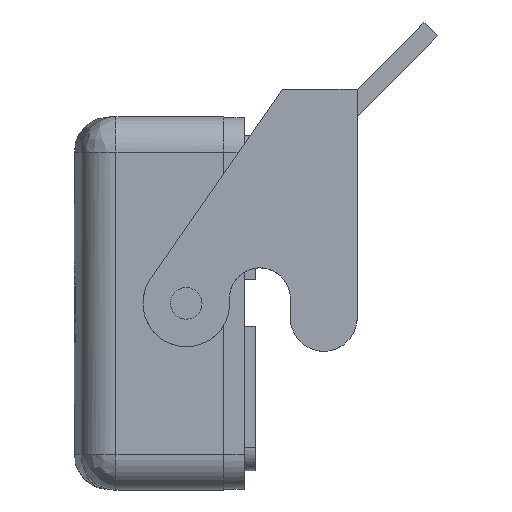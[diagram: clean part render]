
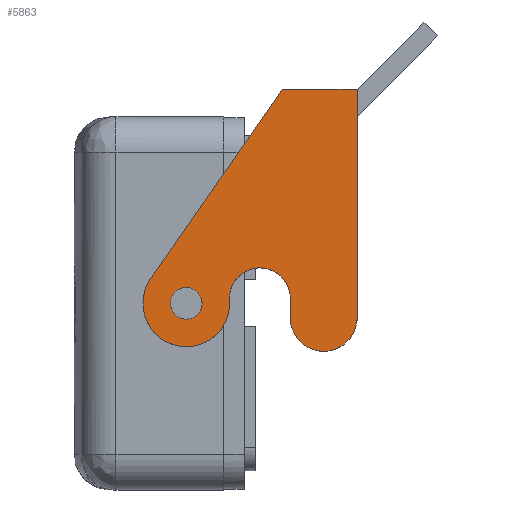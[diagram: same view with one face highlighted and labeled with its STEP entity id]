
A CAD part, left-side view. The second image highlights one B-rep face of the part: STEP entity #5863.
In plain terms, the highlighted free-form (B-spline) face has degree [1, 1] with [2, 2] control points.
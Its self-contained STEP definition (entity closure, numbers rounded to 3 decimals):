
#5732=CARTESIAN_POINT('V130',(-16.95,9.35,
   0.));
#5733=VERTEX_POINT('V130',#5732);
#5734=CARTESIAN_POINT('E210',(-16.95,9.35,
   0.));
#5735=CARTESIAN_POINT('E210',(-16.95,9.35,
   -3.464));
#5736=CARTESIAN_POINT('E210',(-16.95,6.35,
   -1.732));
#5737=CARTESIAN_POINT('E210',(-16.95,3.35,
   0.));
#5738=CARTESIAN_POINT('E210',(-16.95,6.35,
   1.732));
#5739=CARTESIAN_POINT('E210',(-16.95,9.35,
   3.464));
#5740=CARTESIAN_POINT('E210',(-16.95,9.35,
   0.));
#5748=(BOUNDED_CURVE()B_SPLINE_CURVE(2,(#5734,#5735,#5736,#5737,
   #5738,#5739,#5740),.CIRCULAR_ARC.,.T.,.U.)
   B_SPLINE_CURVE_WITH_KNOTS((3,2,2,3),(0.0,0.333,
   0.667,1.0),.UNSPECIFIED.)CURVE()
   GEOMETRIC_REPRESENTATION_ITEM()RATIONAL_B_SPLINE_CURVE((1.0,
   0.5,1.0,0.5,1.0,0.5,1.0)
   )REPRESENTATION_ITEM('E210'));
#5749=EDGE_CURVE('E210',#5733,#5733,#5748,.T.);
#5761=CARTESIAN_POINT('F77',(-16.95,-15.03,
   28.033));
#5762=CARTESIAN_POINT('F77',(-16.95,-15.03,
   -6.932));
#5763=CARTESIAN_POINT('F77',(-16.95,13.53,
   28.033));
#5764=CARTESIAN_POINT('F77',(-16.95,13.53,
   -6.932));
#5765=B_SPLINE_SURFACE_WITH_KNOTS('F77',1,1,((#5761,#5763),(#5762,
   #5764)),.PLANE_SURF.,.F.,.F.,.U.,(2,2),(2,2),(0.0,
   1.224),(0.0,1.0),.UNSPECIFIED.);
#5766=CARTESIAN_POINT('V82',(-16.95,-14.35,
   27.2));
#5767=VERTEX_POINT('V82',#5766);
#5768=CARTESIAN_POINT('V53',(-16.95,-4.85,
   27.2));
#5769=VERTEX_POINT('V53',#5768);
#5770=CARTESIAN_POINT('E109',(-16.95,
   -14.35,27.2));
#5771=CARTESIAN_POINT('E109',(-16.95,-4.85,
   27.2));
#5772=QUASI_UNIFORM_CURVE('E109',1,(#5770,#5771),.POLYLINE_FORM.,.F.,
   .U.);
#5773=EDGE_CURVE('E109',#5767,#5769,#5772,.T.);
#5774=ORIENTED_EDGE('E109',*,*,#5773,.T.);
#5775=CARTESIAN_POINT('V54',(-16.95,11.867,
   3.138));
#5776=VERTEX_POINT('V54',#5775);
#5777=CARTESIAN_POINT('E69',(-16.95,11.867,
   3.138));
#5778=CARTESIAN_POINT('E69',(-16.95,-4.85,
   27.2));
#5779=QUASI_UNIFORM_CURVE('E69',1,(#5777,#5778),.POLYLINE_FORM.,.F.,
   .U.);
#5780=EDGE_CURVE('E69',#5776,#5769,#5779,.T.);
#5781=ORIENTED_EDGE('E69',*,*,#5780,.F.);
#5782=CARTESIAN_POINT('V74',(-16.95,1.863,
   0.376));
#5783=VERTEX_POINT('V74',#5782);
#5784=CARTESIAN_POINT('E100',(-16.95,1.863,
   0.376));
#5785=CARTESIAN_POINT('E100',(-16.95,1.333,
   -7.367));
#5786=CARTESIAN_POINT('E100',(-16.95,8.814,
   -5.301));
#5787=CARTESIAN_POINT('E100',(-16.95,16.295,
   -3.236));
#5788=CARTESIAN_POINT('E100',(-16.95,11.867,
   3.138));
#5796=(BOUNDED_CURVE()B_SPLINE_CURVE(2,(#5784,#5785,#5786,#5787,
   #5788),.CIRCULAR_ARC.,.F.,.U.)B_SPLINE_CURVE_WITH_KNOTS((3,2,3),
   (0.0,0.5,1.0),.UNSPECIFIED.)CURVE()
   GEOMETRIC_REPRESENTATION_ITEM()RATIONAL_B_SPLINE_CURVE((1.0,
   0.578,1.0,0.578,1.0))REPRESENTATION_ITEM(
   'E100'));
#5797=EDGE_CURVE('E100',#5783,#5776,#5796,.T.);
#5798=ORIENTED_EDGE('E100',*,*,#5797,.F.);
#5799=CARTESIAN_POINT('V72',(-16.95,-5.853,
   0.639));
#5800=VERTEX_POINT('V72',#5799);
#5801=CARTESIAN_POINT('E98',(-16.95,-5.853,
   0.639));
#5802=CARTESIAN_POINT('E98',(-16.95,-5.853,
   4.636));
#5803=CARTESIAN_POINT('E98',(-16.95,-1.859,
   4.499));
#5804=CARTESIAN_POINT('E98',(-16.95,2.136,
   4.363));
#5805=CARTESIAN_POINT('E98',(-16.95,1.863,
   0.376));
#5813=(BOUNDED_CURVE()B_SPLINE_CURVE(2,(#5801,#5802,#5803,#5804,
   #5805),.CIRCULAR_ARC.,.F.,.U.)B_SPLINE_CURVE_WITH_KNOTS((3,2,3),
   (0.0,0.5,1.0),.UNSPECIFIED.)CURVE()
   GEOMETRIC_REPRESENTATION_ITEM()RATIONAL_B_SPLINE_CURVE((1.0,
   0.695,1.0,0.695,1.0))REPRESENTATION_ITEM(
   'E98'));
#5814=EDGE_CURVE('E98',#5800,#5783,#5813,.T.);
#5815=ORIENTED_EDGE('E98',*,*,#5814,.F.);
#5816=CARTESIAN_POINT('V70',(-16.95,-5.853,
   -1.962));
#5817=VERTEX_POINT('V70',#5816);
#5818=CARTESIAN_POINT('E95',(-16.95,-5.853,
   -1.962));
#5819=CARTESIAN_POINT('E95',(-16.95,-5.853,
   0.639));
#5820=QUASI_UNIFORM_CURVE('E95',1,(#5818,#5819),.POLYLINE_FORM.,.F.,
   .U.);
#5821=EDGE_CURVE('E95',#5817,#5800,#5820,.T.);
#5822=ORIENTED_EDGE('E95',*,*,#5821,.F.);
#5823=CARTESIAN_POINT('V67',(-16.95,-10.1,
   -6.1));
#5824=VERTEX_POINT('V67',#5823);
#5825=CARTESIAN_POINT('E92',(-16.95,-10.1,
   -6.1));
#5826=CARTESIAN_POINT('E92',(-16.95,-6.007,
   -6.052));
#5827=CARTESIAN_POINT('E92',(-16.95,-5.853,
   -1.962));
#5835=(BOUNDED_CURVE()B_SPLINE_CURVE(2,(#5825,#5826,#5827),
   .CIRCULAR_ARC.,.F.,.U.)CURVE()GEOMETRIC_REPRESENTATION_ITEM()
   QUASI_UNIFORM_CURVE()RATIONAL_B_SPLINE_CURVE((1.0,
   0.724,1.0))REPRESENTATION_ITEM('E92'));
#5836=EDGE_CURVE('E92',#5824,#5817,#5835,.T.);
#5837=ORIENTED_EDGE('E92',*,*,#5836,.F.);
#5838=CARTESIAN_POINT('V68',(-16.95,-14.35,
   -1.8));
#5839=VERTEX_POINT('V68',#5838);
#5840=CARTESIAN_POINT('E88',(-16.95,-14.35,
   -1.8));
#5841=CARTESIAN_POINT('E88',(-16.95,-14.35,
   -6.05));
#5842=CARTESIAN_POINT('E88',(-16.95,-10.1,
   -6.1));
#5850=(BOUNDED_CURVE()B_SPLINE_CURVE(2,(#5840,#5841,#5842),
   .CIRCULAR_ARC.,.F.,.U.)CURVE()GEOMETRIC_REPRESENTATION_ITEM()
   QUASI_UNIFORM_CURVE()RATIONAL_B_SPLINE_CURVE((1.0,
   0.711,1.0))REPRESENTATION_ITEM('E88'));
#5851=EDGE_CURVE('E88',#5839,#5824,#5850,.T.);
#5852=ORIENTED_EDGE('E88',*,*,#5851,.F.);
#5853=CARTESIAN_POINT('E124',(-16.95,
   -14.35,-1.8));
#5854=CARTESIAN_POINT('E124',(-16.95,
   -14.35,27.2));
#5855=QUASI_UNIFORM_CURVE('E124',1,(#5853,#5854),.POLYLINE_FORM.,.F.,
   .U.);
#5856=EDGE_CURVE('E124',#5839,#5767,#5855,.T.);
#5857=ORIENTED_EDGE('E124',*,*,#5856,.T.);
#5858=EDGE_LOOP('F77',(#5774,#5781,#5798,#5815,#5822,#5837,#5852,
   #5857));
#5859=FACE_OUTER_BOUND('F77',#5858,.T.);
#5860=ORIENTED_EDGE('E210',*,*,#5749,.F.);
#5861=EDGE_LOOP('F77',(#5860));
#5862=FACE_BOUND('F77',#5861,.T.);
#5863=ADVANCED_FACE('F77',(#5859,#5862),#5765,.F.);
